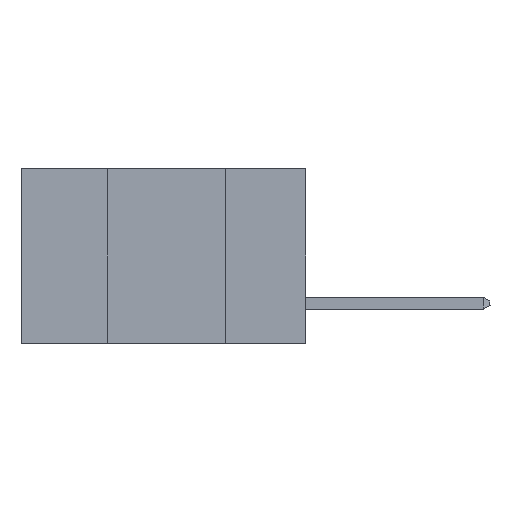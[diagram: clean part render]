
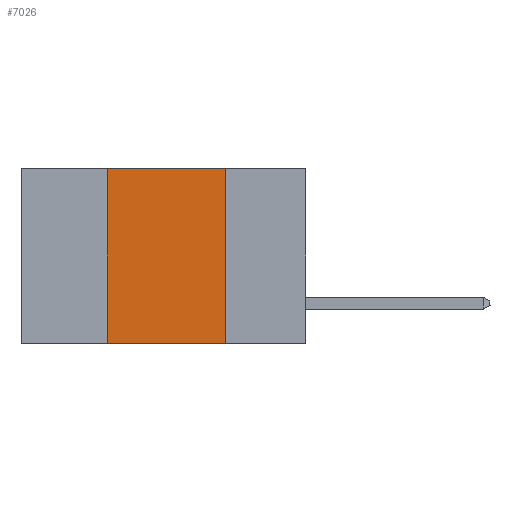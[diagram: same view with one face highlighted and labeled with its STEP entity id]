
A CAD part, left-side view. The second image highlights one B-rep face of the part: STEP entity #7026.
In plain terms, the highlighted planar face has unit normal (-1, 0, 0).
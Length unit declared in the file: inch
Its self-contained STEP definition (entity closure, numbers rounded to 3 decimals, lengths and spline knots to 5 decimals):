
#105 = DIRECTION ( 'NONE',  ( 0., 0., 1. ) ) ;
#148 = EDGE_CURVE ( 'NONE', #10000, #1710, #5560, .T. ) ;
#197 = EDGE_CURVE ( 'NONE', #1710, #11364, #3286, .T. ) ;
#458 = AXIS2_PLACEMENT_3D ( 'NONE', #8100, #870, #2744 ) ;
#522 = LINE ( 'NONE', #2107, #4639 ) ;
#870 = DIRECTION ( 'NONE',  ( 1., 0., 0. ) ) ;
#878 = FACE_OUTER_BOUND ( 'NONE', #4109, .T. ) ;
#911 = PLANE ( 'NONE',  #458 ) ;
#1021 = CARTESIAN_POINT ( 'NONE',  ( 0., 0.17, -0.37 ) ) ;
#1203 = ORIENTED_EDGE ( 'NONE', *, *, #148, .F. ) ;
#1710 = VERTEX_POINT ( 'NONE', #10348 ) ;
#2107 = CARTESIAN_POINT ( 'NONE',  ( 0., 0.6, -0.37 ) ) ;
#2327 = ORIENTED_EDGE ( 'NONE', *, *, #6449, .F. ) ;
#2744 = DIRECTION ( 'NONE',  ( 0., 0., -1. ) ) ;
#2773 = ORIENTED_EDGE ( 'NONE', *, *, #10855, .T. ) ;
#3012 = DIRECTION ( 'NONE',  ( 0., 0., -1. ) ) ;
#3133 = VECTOR ( 'NONE', #105, 39.37008 ) ;
#3286 = LINE ( 'NONE', #3578, #4264 ) ;
#3578 = CARTESIAN_POINT ( 'NONE',  ( 0., 0.6, 0. ) ) ;
#4109 = EDGE_LOOP ( 'NONE', ( #2327, #6433, #1203, #2773 ) ) ;
#4264 = VECTOR ( 'NONE', #9931, 39.37008 ) ;
#4639 = VECTOR ( 'NONE', #5789, 39.37008 ) ;
#5041 = CARTESIAN_POINT ( 'NONE',  ( 0., 0.42, -0.37 ) ) ;
#5560 = LINE ( 'NONE', #9051, #3133 ) ;
#5789 = DIRECTION ( 'NONE',  ( 0., -1., 0. ) ) ;
#6433 = ORIENTED_EDGE ( 'NONE', *, *, #197, .F. ) ;
#6449 = EDGE_CURVE ( 'NONE', #11364, #7507, #10410, .T. ) ;
#7026 = ADVANCED_FACE ( 'NONE', ( #878 ), #911, .F. ) ;
#7507 = VERTEX_POINT ( 'NONE', #1021 ) ;
#8100 = CARTESIAN_POINT ( 'NONE',  ( 0., 0.6, 0. ) ) ;
#8351 = CARTESIAN_POINT ( 'NONE',  ( 0., 0.17, 0. ) ) ;
#9051 = CARTESIAN_POINT ( 'NONE',  ( 0., 0.42, 0. ) ) ;
#9931 = DIRECTION ( 'NONE',  ( 0., -1., 0. ) ) ;
#10000 = VERTEX_POINT ( 'NONE', #5041 ) ;
#10237 = CARTESIAN_POINT ( 'NONE',  ( 0., 0.17, 0. ) ) ;
#10273 = VECTOR ( 'NONE', #3012, 39.37008 ) ;
#10348 = CARTESIAN_POINT ( 'NONE',  ( 0., 0.42, 0. ) ) ;
#10410 = LINE ( 'NONE', #10237, #10273 ) ;
#10855 = EDGE_CURVE ( 'NONE', #10000, #7507, #522, .T. ) ;
#11364 = VERTEX_POINT ( 'NONE', #8351 ) ;
